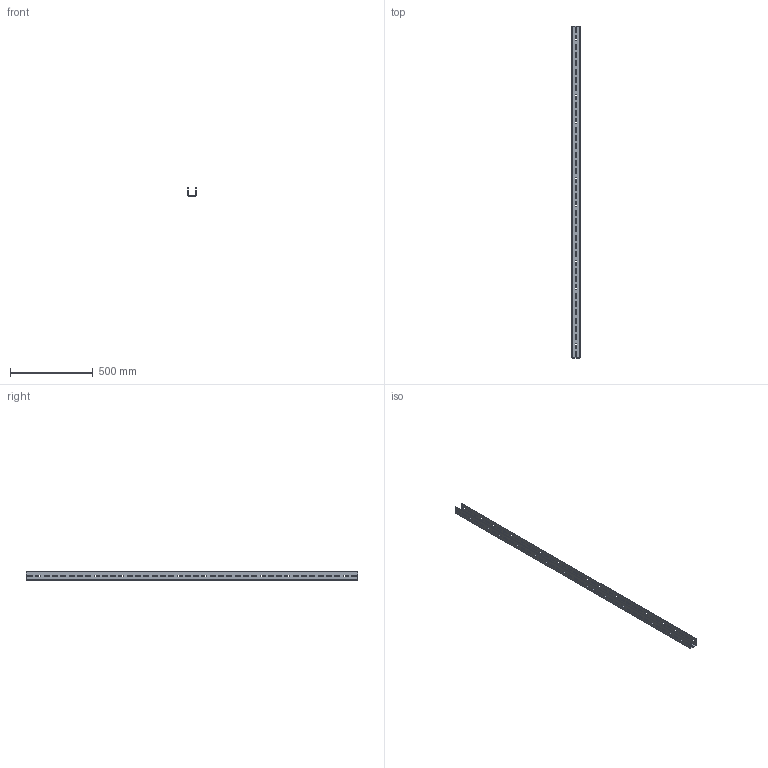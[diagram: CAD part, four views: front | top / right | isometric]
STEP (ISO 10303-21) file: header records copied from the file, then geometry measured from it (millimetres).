
FILE_DESCRIPTION((''),'2;1');
FILE_NAME('6340970','2012-07-24T',('AndreasKeweloh'),(''),'PRO/ENGINEER BY PARAMETRIC TECHNOLOGY CORPORATION, 2012130','PRO/ENGINEER BY PARAMETRIC TECHNOLOGY CORPORATION, 2012130','');
FILE_SCHEMA(('CONFIG_CONTROL_DESIGN'));
Length unit declared in the file: millimetre
Products named in the file (1): 6340970
Bounding box: 50 x 2000 x 50 mm (x, y, z)
Volume: 621986.9 mm3; surface area: 530070 mm2
Topology: 1 solids, 1 shells, 494 faces, 1476 edges, 984 vertices
Faces by surface type: plane 250, cylinder 244
Entity records: 17266 total; most frequent: CARTESIAN_POINT 2954, DIRECTION 2952, ORIENTED_EDGE 2952, EDGE_CURVE 1476, VECTOR 988, LINE 988, VERTEX_POINT 984, AXIS2_PLACEMENT_3D 982
